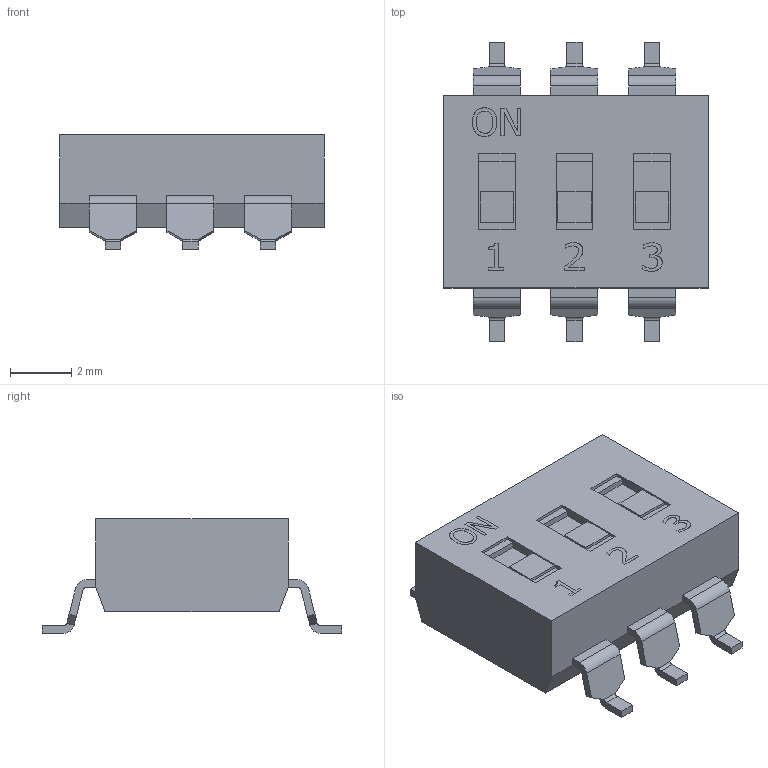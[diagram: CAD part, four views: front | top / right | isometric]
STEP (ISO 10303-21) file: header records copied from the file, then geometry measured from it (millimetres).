
FILE_DESCRIPTION(/* description */ (''),/* implementation_level */ '2;1');
FILE_NAME(/* name */ 'KAE03SGGx.stp',/* time_stamp */ '2025-05-21T09:23:20-05:00',/* author */ ('mroman'),/* organization */ (''),/* preprocessor_version */ 'ST-DEVELOPER v18.1',/* originating_system */ 'Autodesk Inventor 2022',/* authorisation */ '');
FILE_SCHEMA (('AUTOMOTIVE_DESIGN { 1 0 10303 214 3 1 1 }'));
Length unit declared in the file: centimetre
Products named in the file (1): KAE03SGGx
Bounding box: 8.66 x 9.8 x 3.75 mm (x, y, z)
Volume: 167.7 mm3; surface area: 249.6 mm2
Topology: 1 solids, 1 shells, 240 faces, 645 edges, 416 vertices
Faces by surface type: plane 171, bspline 45, cylinder 24
Entity records: 7790 total; most frequent: CARTESIAN_POINT 2031, ORIENTED_EDGE 1290, DIRECTION 995, EDGE_CURVE 645, LINE 507, VECTOR 507, VERTEX_POINT 416, EDGE_LOOP 249
